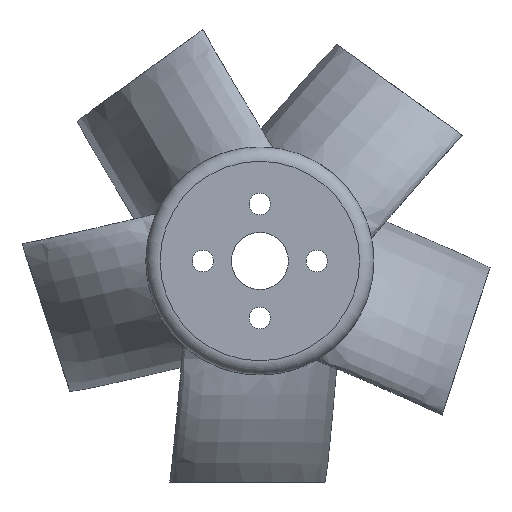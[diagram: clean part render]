
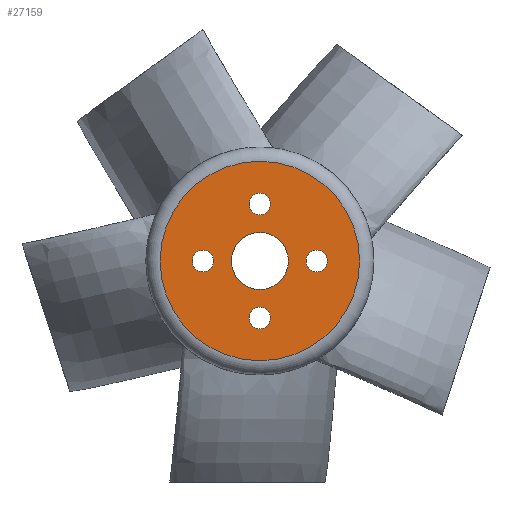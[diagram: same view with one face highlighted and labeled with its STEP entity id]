
A CAD part, top view. The second image highlights one B-rep face of the part: STEP entity #27159.
In plain terms, the highlighted planar face has unit normal (0, 0, 1).
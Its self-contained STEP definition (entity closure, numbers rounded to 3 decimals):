
#429 = CYLINDRICAL_SURFACE('',#430,1.5);
#430 = AXIS2_PLACEMENT_3D('',#431,#432,#433);
#431 = CARTESIAN_POINT('',(8.,0.,17.));
#432 = DIRECTION('',(0.,0.,1.));
#433 = DIRECTION('',(0.,1.,-0.));
#460 = CYLINDRICAL_SURFACE('',#461,4.);
#461 = AXIS2_PLACEMENT_3D('',#462,#463,#464);
#462 = CARTESIAN_POINT('',(0.,0.,17.));
#463 = DIRECTION('',(0.,0.,1.));
#464 = DIRECTION('',(1.,0.,0.));
#491 = CYLINDRICAL_SURFACE('',#492,1.5);
#492 = AXIS2_PLACEMENT_3D('',#493,#494,#495);
#493 = CARTESIAN_POINT('',(-8.,0.,17.));
#494 = DIRECTION('',(0.,0.,1.));
#495 = DIRECTION('',(0.,-1.,-0.));
#522 = CYLINDRICAL_SURFACE('',#523,1.5);
#523 = AXIS2_PLACEMENT_3D('',#524,#525,#526);
#524 = CARTESIAN_POINT('',(0.,-8.,17.));
#525 = DIRECTION('',(0.,0.,1.));
#526 = DIRECTION('',(1.,0.,0.));
#553 = CYLINDRICAL_SURFACE('',#554,1.5);
#554 = AXIS2_PLACEMENT_3D('',#555,#556,#557);
#555 = CARTESIAN_POINT('',(0.,8.,17.));
#556 = DIRECTION('',(0.,0.,1.));
#557 = DIRECTION('',(-1.,0.,0.));
#5525 = TOROIDAL_SURFACE('',#5526,14.,2.);
#5526 = AXIS2_PLACEMENT_3D('',#5527,#5528,#5529);
#5527 = CARTESIAN_POINT('',(0.,0.,15.));
#5528 = DIRECTION('',(0.,0.,1.));
#5529 = DIRECTION('',(1.,0.,0.));
#26256 = EDGE_CURVE('',#26257,#26257,#26259,.T.);
#26257 = VERTEX_POINT('',#26258);
#26258 = CARTESIAN_POINT('',(8.,1.5,17.));
#26259 = SURFACE_CURVE('',#26260,(#26265,#26272),.PCURVE_S1.);
#26260 = CIRCLE('',#26261,1.5);
#26261 = AXIS2_PLACEMENT_3D('',#26262,#26263,#26264);
#26262 = CARTESIAN_POINT('',(8.,0.,17.));
#26263 = DIRECTION('',(0.,0.,-1.));
#26264 = DIRECTION('',(0.,1.,-0.));
#26265 = PCURVE('',#429,#26266);
#26266 = DEFINITIONAL_REPRESENTATION('',(#26267),#26271);
#26267 = LINE('',#26268,#26269);
#26268 = CARTESIAN_POINT('',(-0.,0.));
#26269 = VECTOR('',#26270,1.);
#26270 = DIRECTION('',(-1.,0.));
#26271 = ( GEOMETRIC_REPRESENTATION_CONTEXT(2) 
PARAMETRIC_REPRESENTATION_CONTEXT() REPRESENTATION_CONTEXT('2D SPACE',''
  ) );
#26272 = PCURVE('',#26273,#26278);
#26273 = PLANE('',#26274);
#26274 = AXIS2_PLACEMENT_3D('',#26275,#26276,#26277);
#26275 = CARTESIAN_POINT('',(14.,0.,17.));
#26276 = DIRECTION('',(-0.,-0.,-1.));
#26277 = DIRECTION('',(1.,0.,0.));
#26278 = DEFINITIONAL_REPRESENTATION('',(#26279),#26283);
#26279 = CIRCLE('',#26280,1.5);
#26280 = AXIS2_PLACEMENT_2D('',#26281,#26282);
#26281 = CARTESIAN_POINT('',(-6.,0.));
#26282 = DIRECTION('',(0.,-1.));
#26283 = ( GEOMETRIC_REPRESENTATION_CONTEXT(2) 
PARAMETRIC_REPRESENTATION_CONTEXT() REPRESENTATION_CONTEXT('2D SPACE',''
  ) );
#26311 = EDGE_CURVE('',#26312,#26312,#26314,.T.);
#26312 = VERTEX_POINT('',#26313);
#26313 = CARTESIAN_POINT('',(4.,0.,17.));
#26314 = SURFACE_CURVE('',#26315,(#26320,#26327),.PCURVE_S1.);
#26315 = CIRCLE('',#26316,4.);
#26316 = AXIS2_PLACEMENT_3D('',#26317,#26318,#26319);
#26317 = CARTESIAN_POINT('',(0.,0.,17.));
#26318 = DIRECTION('',(0.,0.,-1.));
#26319 = DIRECTION('',(1.,0.,0.));
#26320 = PCURVE('',#460,#26321);
#26321 = DEFINITIONAL_REPRESENTATION('',(#26322),#26326);
#26322 = LINE('',#26323,#26324);
#26323 = CARTESIAN_POINT('',(-0.,0.));
#26324 = VECTOR('',#26325,1.);
#26325 = DIRECTION('',(-1.,0.));
#26326 = ( GEOMETRIC_REPRESENTATION_CONTEXT(2) 
PARAMETRIC_REPRESENTATION_CONTEXT() REPRESENTATION_CONTEXT('2D SPACE',''
  ) );
#26327 = PCURVE('',#26273,#26328);
#26328 = DEFINITIONAL_REPRESENTATION('',(#26329),#26333);
#26329 = CIRCLE('',#26330,4.);
#26330 = AXIS2_PLACEMENT_2D('',#26331,#26332);
#26331 = CARTESIAN_POINT('',(-14.,0.));
#26332 = DIRECTION('',(1.,-0.));
#26333 = ( GEOMETRIC_REPRESENTATION_CONTEXT(2) 
PARAMETRIC_REPRESENTATION_CONTEXT() REPRESENTATION_CONTEXT('2D SPACE',''
  ) );
#26361 = EDGE_CURVE('',#26362,#26362,#26364,.T.);
#26362 = VERTEX_POINT('',#26363);
#26363 = CARTESIAN_POINT('',(-8.,-1.5,17.));
#26364 = SURFACE_CURVE('',#26365,(#26370,#26377),.PCURVE_S1.);
#26365 = CIRCLE('',#26366,1.5);
#26366 = AXIS2_PLACEMENT_3D('',#26367,#26368,#26369);
#26367 = CARTESIAN_POINT('',(-8.,0.,17.));
#26368 = DIRECTION('',(-0.,0.,-1.));
#26369 = DIRECTION('',(0.,-1.,-0.));
#26370 = PCURVE('',#491,#26371);
#26371 = DEFINITIONAL_REPRESENTATION('',(#26372),#26376);
#26372 = LINE('',#26373,#26374);
#26373 = CARTESIAN_POINT('',(-0.,0.));
#26374 = VECTOR('',#26375,1.);
#26375 = DIRECTION('',(-1.,0.));
#26376 = ( GEOMETRIC_REPRESENTATION_CONTEXT(2) 
PARAMETRIC_REPRESENTATION_CONTEXT() REPRESENTATION_CONTEXT('2D SPACE',''
  ) );
#26377 = PCURVE('',#26273,#26378);
#26378 = DEFINITIONAL_REPRESENTATION('',(#26379),#26383);
#26379 = CIRCLE('',#26380,1.5);
#26380 = AXIS2_PLACEMENT_2D('',#26381,#26382);
#26381 = CARTESIAN_POINT('',(-22.,0.));
#26382 = DIRECTION('',(0.,1.));
#26383 = ( GEOMETRIC_REPRESENTATION_CONTEXT(2) 
PARAMETRIC_REPRESENTATION_CONTEXT() REPRESENTATION_CONTEXT('2D SPACE',''
  ) );
#26411 = EDGE_CURVE('',#26412,#26412,#26414,.T.);
#26412 = VERTEX_POINT('',#26413);
#26413 = CARTESIAN_POINT('',(1.5,-8.,17.));
#26414 = SURFACE_CURVE('',#26415,(#26420,#26427),.PCURVE_S1.);
#26415 = CIRCLE('',#26416,1.5);
#26416 = AXIS2_PLACEMENT_3D('',#26417,#26418,#26419);
#26417 = CARTESIAN_POINT('',(0.,-8.,17.));
#26418 = DIRECTION('',(0.,0.,-1.));
#26419 = DIRECTION('',(1.,0.,0.));
#26420 = PCURVE('',#522,#26421);
#26421 = DEFINITIONAL_REPRESENTATION('',(#26422),#26426);
#26422 = LINE('',#26423,#26424);
#26423 = CARTESIAN_POINT('',(-0.,0.));
#26424 = VECTOR('',#26425,1.);
#26425 = DIRECTION('',(-1.,0.));
#26426 = ( GEOMETRIC_REPRESENTATION_CONTEXT(2) 
PARAMETRIC_REPRESENTATION_CONTEXT() REPRESENTATION_CONTEXT('2D SPACE',''
  ) );
#26427 = PCURVE('',#26273,#26428);
#26428 = DEFINITIONAL_REPRESENTATION('',(#26429),#26433);
#26429 = CIRCLE('',#26430,1.5);
#26430 = AXIS2_PLACEMENT_2D('',#26431,#26432);
#26431 = CARTESIAN_POINT('',(-14.,8.));
#26432 = DIRECTION('',(1.,-0.));
#26433 = ( GEOMETRIC_REPRESENTATION_CONTEXT(2) 
PARAMETRIC_REPRESENTATION_CONTEXT() REPRESENTATION_CONTEXT('2D SPACE',''
  ) );
#26461 = EDGE_CURVE('',#26462,#26462,#26464,.T.);
#26462 = VERTEX_POINT('',#26463);
#26463 = CARTESIAN_POINT('',(-1.5,8.,17.));
#26464 = SURFACE_CURVE('',#26465,(#26470,#26477),.PCURVE_S1.);
#26465 = CIRCLE('',#26466,1.5);
#26466 = AXIS2_PLACEMENT_3D('',#26467,#26468,#26469);
#26467 = CARTESIAN_POINT('',(0.,8.,17.));
#26468 = DIRECTION('',(-0.,0.,-1.));
#26469 = DIRECTION('',(-1.,0.,0.));
#26470 = PCURVE('',#553,#26471);
#26471 = DEFINITIONAL_REPRESENTATION('',(#26472),#26476);
#26472 = LINE('',#26473,#26474);
#26473 = CARTESIAN_POINT('',(-0.,0.));
#26474 = VECTOR('',#26475,1.);
#26475 = DIRECTION('',(-1.,0.));
#26476 = ( GEOMETRIC_REPRESENTATION_CONTEXT(2) 
PARAMETRIC_REPRESENTATION_CONTEXT() REPRESENTATION_CONTEXT('2D SPACE',''
  ) );
#26477 = PCURVE('',#26273,#26478);
#26478 = DEFINITIONAL_REPRESENTATION('',(#26479),#26483);
#26479 = CIRCLE('',#26480,1.5);
#26480 = AXIS2_PLACEMENT_2D('',#26481,#26482);
#26481 = CARTESIAN_POINT('',(-14.,-8.));
#26482 = DIRECTION('',(-1.,0.));
#26483 = ( GEOMETRIC_REPRESENTATION_CONTEXT(2) 
PARAMETRIC_REPRESENTATION_CONTEXT() REPRESENTATION_CONTEXT('2D SPACE',''
  ) );
#27114 = VERTEX_POINT('',#27115);
#27115 = CARTESIAN_POINT('',(14.,0.,17.));
#27137 = EDGE_CURVE('',#27114,#27114,#27138,.T.);
#27138 = SURFACE_CURVE('',#27139,(#27144,#27151),.PCURVE_S1.);
#27139 = CIRCLE('',#27140,14.);
#27140 = AXIS2_PLACEMENT_3D('',#27141,#27142,#27143);
#27141 = CARTESIAN_POINT('',(0.,0.,17.));
#27142 = DIRECTION('',(0.,0.,-1.));
#27143 = DIRECTION('',(1.,0.,0.));
#27144 = PCURVE('',#5525,#27145);
#27145 = DEFINITIONAL_REPRESENTATION('',(#27146),#27150);
#27146 = LINE('',#27147,#27148);
#27147 = CARTESIAN_POINT('',(-0.,1.571));
#27148 = VECTOR('',#27149,1.);
#27149 = DIRECTION('',(-1.,0.));
#27150 = ( GEOMETRIC_REPRESENTATION_CONTEXT(2) 
PARAMETRIC_REPRESENTATION_CONTEXT() REPRESENTATION_CONTEXT('2D SPACE',''
  ) );
#27151 = PCURVE('',#26273,#27152);
#27152 = DEFINITIONAL_REPRESENTATION('',(#27153),#27157);
#27153 = CIRCLE('',#27154,14.);
#27154 = AXIS2_PLACEMENT_2D('',#27155,#27156);
#27155 = CARTESIAN_POINT('',(-14.,0.));
#27156 = DIRECTION('',(1.,-0.));
#27157 = ( GEOMETRIC_REPRESENTATION_CONTEXT(2) 
PARAMETRIC_REPRESENTATION_CONTEXT() REPRESENTATION_CONTEXT('2D SPACE',''
  ) );
#27159 = ADVANCED_FACE('',(#27160,#27163,#27166,#27169,#27172,#27175),
  #26273,.F.);
#27160 = FACE_BOUND('',#27161,.T.);
#27161 = EDGE_LOOP('',(#27162));
#27162 = ORIENTED_EDGE('',*,*,#27137,.F.);
#27163 = FACE_BOUND('',#27164,.T.);
#27164 = EDGE_LOOP('',(#27165));
#27165 = ORIENTED_EDGE('',*,*,#26256,.T.);
#27166 = FACE_BOUND('',#27167,.T.);
#27167 = EDGE_LOOP('',(#27168));
#27168 = ORIENTED_EDGE('',*,*,#26311,.T.);
#27169 = FACE_BOUND('',#27170,.T.);
#27170 = EDGE_LOOP('',(#27171));
#27171 = ORIENTED_EDGE('',*,*,#26461,.T.);
#27172 = FACE_BOUND('',#27173,.T.);
#27173 = EDGE_LOOP('',(#27174));
#27174 = ORIENTED_EDGE('',*,*,#26411,.T.);
#27175 = FACE_BOUND('',#27176,.T.);
#27176 = EDGE_LOOP('',(#27177));
#27177 = ORIENTED_EDGE('',*,*,#26361,.T.);
